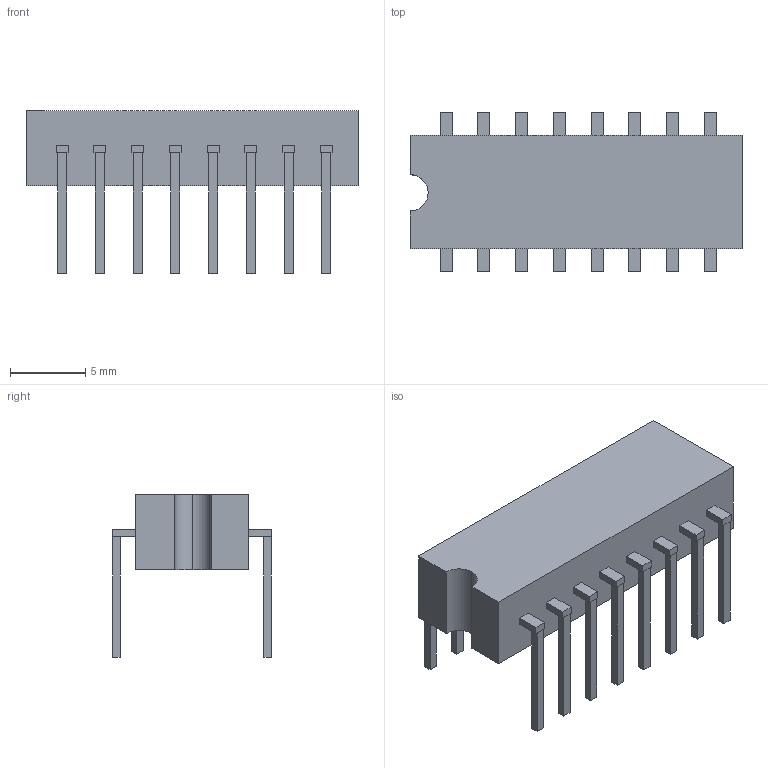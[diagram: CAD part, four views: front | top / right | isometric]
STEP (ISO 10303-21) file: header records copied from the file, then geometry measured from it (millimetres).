
FILE_DESCRIPTION(('FreeCAD Model'),'2;1');
FILE_NAME( 'A39.step', '2020-04-25T17:27:58',('Author'),(''), 'Open CASCADE STEP processor 7.3','FreeCAD','Unknown');
FILE_SCHEMA(('AUTOMOTIVE_DESIGN { 1 0 10303 214 1 1 1 1 }'));
Length unit declared in the file: millimetre
Products named in the file (17): Fusion; Fusion015; Cut; Fusion007; Fusion009; Fusion001; Fusion004; Fusion006; Fusion003; Fusion008; Fusion010; Fusion011; Fusion012; Fusion013; Fusion005; Fusion014; Fusion002
Bounding box: 22 x 10.53 x 10.8 mm (x, y, z)
Volume: 861.9 mm3; surface area: 985.4 mm2
Topology: 17 solids, 17 shells, 185 faces, 421 edges, 270 vertices
Faces by surface type: plane 183, cylinder 2
Entity records: 11963 total; most frequent: CARTESIAN_POINT 1723, DIRECTION 1635, LINE 1251, VECTOR 1251, ORIENTED_EDGE 842, PCURVE 842, DEFINITIONAL_REPRESENTATION 842, EDGE_CURVE 421
